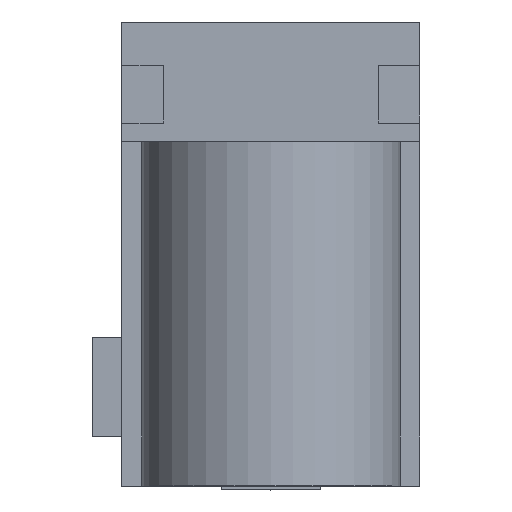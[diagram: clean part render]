
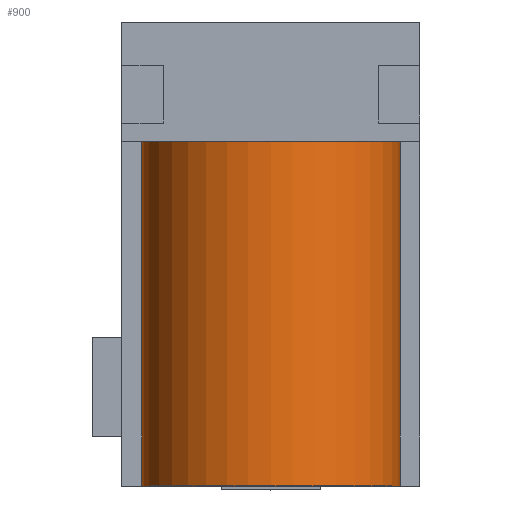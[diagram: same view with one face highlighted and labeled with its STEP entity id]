
A CAD part, top view. The second image highlights one B-rep face of the part: STEP entity #900.
In plain terms, the highlighted cylindrical face has radius 3.9 mm (diameter 7.8 mm), a partial arc.
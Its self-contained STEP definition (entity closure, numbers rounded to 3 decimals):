
#33=CIRCLE('',#974,3.9);
#34=CIRCLE('',#975,3.9);
#53=CYLINDRICAL_SURFACE('',#973,3.9);
#72=FACE_OUTER_BOUND('',#126,.T.);
#126=EDGE_LOOP('',(#642,#643,#644,#645));
#208=LINE('',#1358,#313);
#209=LINE('',#1364,#314);
#313=VECTOR('',#1090,10.);
#314=VECTOR('',#1097,10.);
#409=VERTEX_POINT('',#1354);
#410=VERTEX_POINT('',#1356);
#411=VERTEX_POINT('',#1360);
#412=VERTEX_POINT('',#1362);
#502=EDGE_CURVE('',#410,#409,#208,.T.);
#503=EDGE_CURVE('',#409,#411,#33,.F.);
#504=EDGE_CURVE('',#412,#410,#34,.T.);
#505=EDGE_CURVE('',#412,#411,#209,.T.);
#642=ORIENTED_EDGE('',*,*,#503,.F.);
#643=ORIENTED_EDGE('',*,*,#502,.F.);
#644=ORIENTED_EDGE('',*,*,#504,.F.);
#645=ORIENTED_EDGE('',*,*,#505,.T.);
#900=ADVANCED_FACE('',(#72),#53,.T.);
#973=AXIS2_PLACEMENT_3D('',#1359,#1091,#1092);
#974=AXIS2_PLACEMENT_3D('',#1361,#1093,#1094);
#975=AXIS2_PLACEMENT_3D('',#1363,#1095,#1096);
#1090=DIRECTION('',(0.,1.,0.));
#1091=DIRECTION('center_axis',(0.,1.,0.));
#1092=DIRECTION('ref_axis',(1.,0.,0.));
#1093=DIRECTION('center_axis',(0.,-1.,0.));
#1094=DIRECTION('ref_axis',(1.,0.,0.));
#1095=DIRECTION('center_axis',(0.,-1.,0.));
#1096=DIRECTION('ref_axis',(1.,0.,0.));
#1097=DIRECTION('',(0.,1.,0.));
#1354=CARTESIAN_POINT('',(-3.9,-3.6,6.5));
#1356=CARTESIAN_POINT('',(-3.9,-14.,6.5));
#1358=CARTESIAN_POINT('',(-3.9,-14.,6.5));
#1359=CARTESIAN_POINT('Origin',(0.,-14.,6.5));
#1360=CARTESIAN_POINT('',(3.9,-3.6,6.5));
#1361=CARTESIAN_POINT('Origin',(0.,-3.6,6.5));
#1362=CARTESIAN_POINT('',(3.9,-14.,6.5));
#1363=CARTESIAN_POINT('Origin',(0.,-14.,6.5));
#1364=CARTESIAN_POINT('',(3.9,-14.,6.5));
